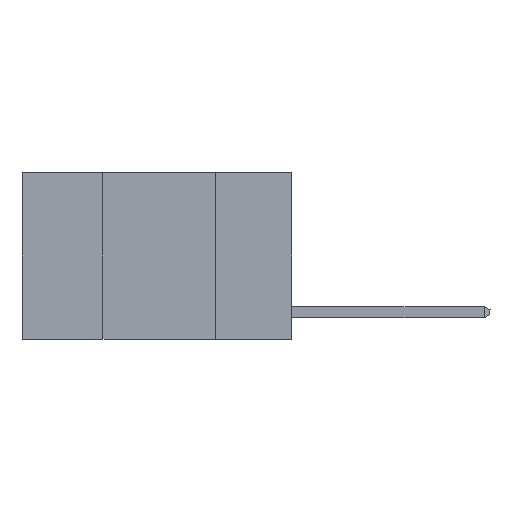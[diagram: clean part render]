
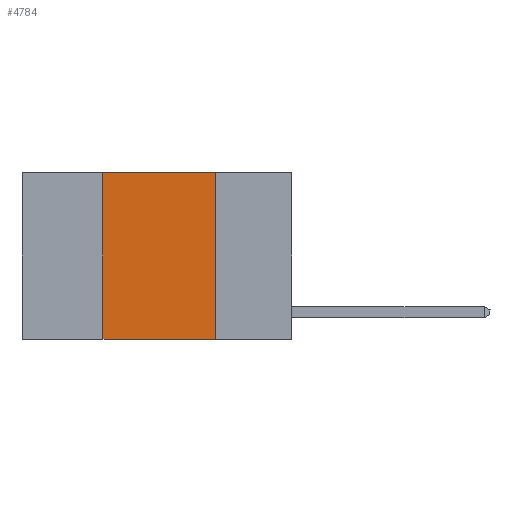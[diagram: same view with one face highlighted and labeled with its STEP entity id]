
A CAD part, left-side view. The second image highlights one B-rep face of the part: STEP entity #4784.
In plain terms, the highlighted planar face has unit normal (-1, 0, 0).
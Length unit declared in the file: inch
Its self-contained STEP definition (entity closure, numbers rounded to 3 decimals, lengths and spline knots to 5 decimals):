
#36 = CARTESIAN_POINT ( 'NONE',  ( 0., 0.42, 0. ) ) ;
#677 = CARTESIAN_POINT ( 'NONE',  ( 0., 0.42, -0.37 ) ) ;
#848 = ORIENTED_EDGE ( 'NONE', *, *, #2305, .F. ) ;
#937 = DIRECTION ( 'NONE',  ( 0., -1., 0. ) ) ;
#949 = FACE_OUTER_BOUND ( 'NONE', #6655, .T. ) ;
#1202 = ORIENTED_EDGE ( 'NONE', *, *, #2136, .T. ) ;
#1384 = DIRECTION ( 'NONE',  ( 0., 0., -1. ) ) ;
#2101 = VECTOR ( 'NONE', #937, 39.37008 ) ;
#2136 = EDGE_CURVE ( 'NONE', #14113, #9235, #13786, .T. ) ;
#2219 = EDGE_CURVE ( 'NONE', #14113, #8918, #12130, .T. ) ;
#2305 = EDGE_CURVE ( 'NONE', #6619, #9235, #2606, .T. ) ;
#2606 = LINE ( 'NONE', #6686, #11105 ) ;
#4784 = ADVANCED_FACE ( 'NONE', ( #949 ), #11329, .F. ) ;
#6049 = CARTESIAN_POINT ( 'NONE',  ( 0., 0.17, 0. ) ) ;
#6093 = CARTESIAN_POINT ( 'NONE',  ( 0., 0.17, -0.37 ) ) ;
#6365 = LINE ( 'NONE', #10037, #6736 ) ;
#6619 = VERTEX_POINT ( 'NONE', #6049 ) ;
#6655 = EDGE_LOOP ( 'NONE', ( #848, #9722, #12615, #1202 ) ) ;
#6686 = CARTESIAN_POINT ( 'NONE',  ( 0., 0.17, 0. ) ) ;
#6736 = VECTOR ( 'NONE', #11147, 39.37008 ) ;
#7843 = CARTESIAN_POINT ( 'NONE',  ( 0., 0.42, 0. ) ) ;
#8047 = DIRECTION ( 'NONE',  ( 1., 0., 0. ) ) ;
#8918 = VERTEX_POINT ( 'NONE', #7843 ) ;
#9197 = VECTOR ( 'NONE', #10237, 39.37008 ) ;
#9235 = VERTEX_POINT ( 'NONE', #6093 ) ;
#9722 = ORIENTED_EDGE ( 'NONE', *, *, #12697, .F. ) ;
#10037 = CARTESIAN_POINT ( 'NONE',  ( 0., 0.6, 0. ) ) ;
#10237 = DIRECTION ( 'NONE',  ( 0., 0., 1. ) ) ;
#10352 = AXIS2_PLACEMENT_3D ( 'NONE', #13479, #8047, #1384 ) ;
#11105 = VECTOR ( 'NONE', #12201, 39.37008 ) ;
#11147 = DIRECTION ( 'NONE',  ( 0., -1., 0. ) ) ;
#11329 = PLANE ( 'NONE',  #10352 ) ;
#12082 = CARTESIAN_POINT ( 'NONE',  ( 0., 0.6, -0.37 ) ) ;
#12130 = LINE ( 'NONE', #36, #9197 ) ;
#12201 = DIRECTION ( 'NONE',  ( 0., 0., -1. ) ) ;
#12615 = ORIENTED_EDGE ( 'NONE', *, *, #2219, .F. ) ;
#12697 = EDGE_CURVE ( 'NONE', #8918, #6619, #6365, .T. ) ;
#13479 = CARTESIAN_POINT ( 'NONE',  ( 0., 0.6, 0. ) ) ;
#13786 = LINE ( 'NONE', #12082, #2101 ) ;
#14113 = VERTEX_POINT ( 'NONE', #677 ) ;
